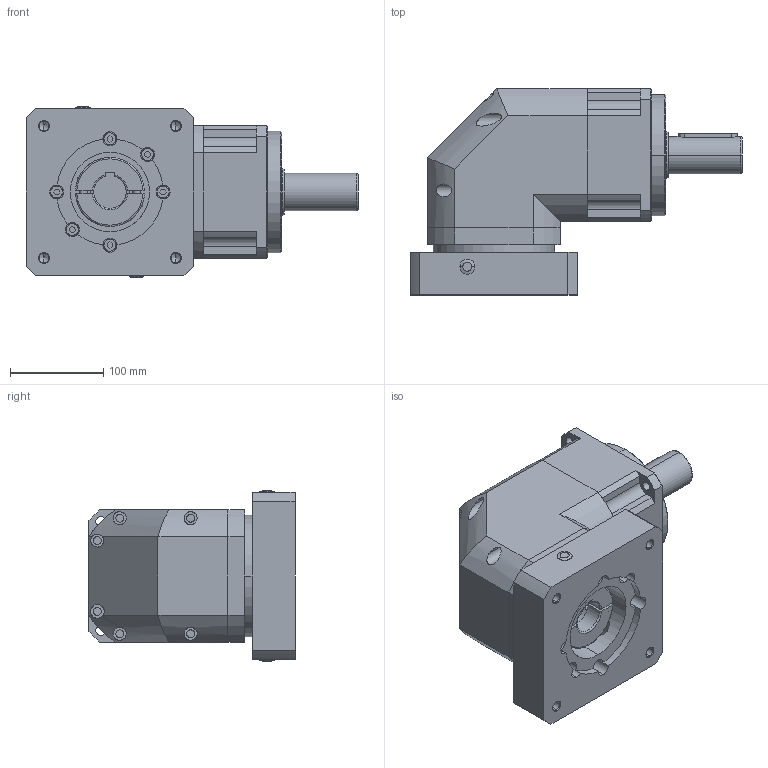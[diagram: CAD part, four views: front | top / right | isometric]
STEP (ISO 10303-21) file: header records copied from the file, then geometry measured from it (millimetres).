
FILE_DESCRIPTION (( 'STEP AP203' ), '1' );
FILE_NAME ('PHFZ142-L1-35-114.3-200-M12(入力带键槽).STEP', '2020-06-27T06:32:52', ( 'ylmfeng' ), ( 'ylmfeng.com' ), 'SwSTEP 2.0', 'SolidWorks 2014', '' );
FILE_SCHEMA (( 'CONFIG_CONTROL_DESIGN' ));
Length unit declared in the file: millimetre
Products named in the file (1): PHFZ142-L1-35-114.3-200-M12(入力带键槽)
Bounding box: 356 x 221 x 183 mm (x, y, z)
Volume: 6000966.6 mm3; surface area: 472920 mm2
Topology: 26 solids, 26 shells, 694 faces, 1659 edges, 1049 vertices
Faces by surface type: plane 299, cylinder 246, cone 66, torus 55, bspline 28
Entity records: 22350 total; most frequent: CARTESIAN_POINT 6063, DIRECTION 3492, ORIENTED_EDGE 3266, EDGE_CURVE 1633, AXIS2_PLACEMENT_3D 1333, VERTEX_POINT 1049, LINE 826, VECTOR 826
